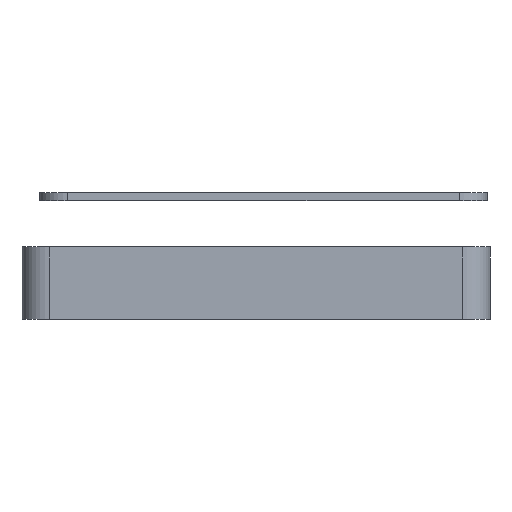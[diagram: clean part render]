
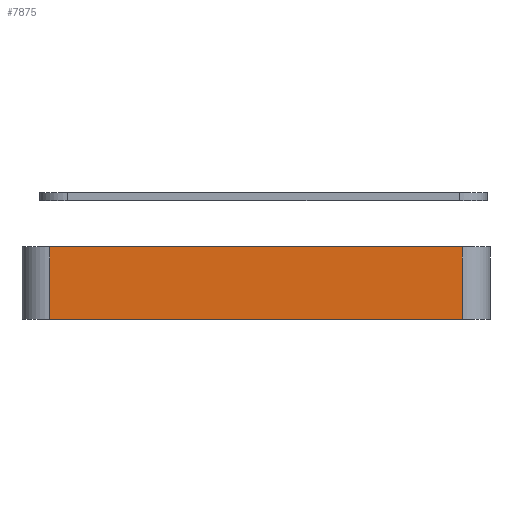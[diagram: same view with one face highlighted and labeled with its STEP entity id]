
A CAD part, left-side view. The second image highlights one B-rep face of the part: STEP entity #7875.
In plain terms, the highlighted planar face has unit normal (-1, 0, 0).
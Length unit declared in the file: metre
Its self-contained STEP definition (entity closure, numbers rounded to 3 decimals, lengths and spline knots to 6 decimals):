
#530=LINE('',#11227,#1152);
#579=LINE('',#11608,#1201);
#602=LINE('',#11654,#1224);
#603=LINE('',#11655,#1225);
#1152=VECTOR('',#9274,1.);
#1201=VECTOR('',#9383,1.);
#1224=VECTOR('',#9418,1.);
#1225=VECTOR('',#9419,1.);
#1766=PLANE('',#8541);
#2447=ORIENTED_EDGE('',*,*,#4483,.T.);
#2448=ORIENTED_EDGE('',*,*,#4642,.T.);
#2449=ORIENTED_EDGE('',*,*,#4617,.F.);
#2450=ORIENTED_EDGE('',*,*,#4643,.T.);
#4483=EDGE_CURVE('',#5632,#5631,#530,.T.);
#4617=EDGE_CURVE('',#5765,#5766,#579,.T.);
#4642=EDGE_CURVE('',#5631,#5766,#602,.F.);
#4643=EDGE_CURVE('',#5765,#5632,#603,.T.);
#5631=VERTEX_POINT('',#11226);
#5632=VERTEX_POINT('',#11228);
#5765=VERTEX_POINT('',#11607);
#5766=VERTEX_POINT('',#11609);
#6652=EDGE_LOOP('',(#2447,#2448,#2449,#2450));
#7278=FACE_BOUND('',#6652,.T.);
#7875=ADVANCED_FACE('',(#7278),#1766,.F.);
#8541=AXIS2_PLACEMENT_3D('',#11653,#9416,#9417);
#9274=DIRECTION('',(0.,-1.,0.));
#9383=DIRECTION('',(0.,-1.,0.));
#9416=DIRECTION('',(1.,0.,0.));
#9417=DIRECTION('',(0.,0.,-1.));
#9418=DIRECTION('',(0.,0.,-1.));
#9419=DIRECTION('',(0.,0.,-1.));
#11226=CARTESIAN_POINT('',(-0.04015,-0.037,0.));
#11227=CARTESIAN_POINT('',(-0.04015,0.,0.));
#11228=CARTESIAN_POINT('',(-0.04015,0.037,0.));
#11607=CARTESIAN_POINT('',(-0.04015,0.037,0.013));
#11608=CARTESIAN_POINT('',(-0.04015,0.,0.013));
#11609=CARTESIAN_POINT('',(-0.04015,-0.037,0.013));
#11653=CARTESIAN_POINT('',(-0.04015,0.,0.013));
#11654=CARTESIAN_POINT('',(-0.04015,-0.037,0.013));
#11655=CARTESIAN_POINT('',(-0.04015,0.037,0.013));
